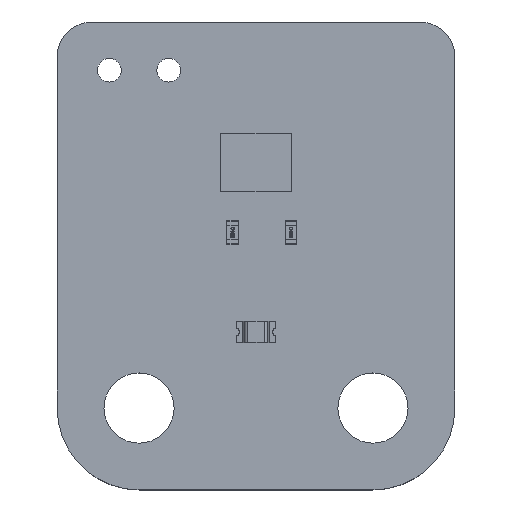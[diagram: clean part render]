
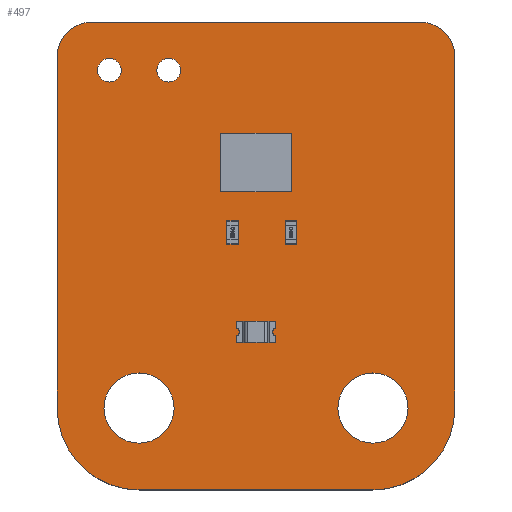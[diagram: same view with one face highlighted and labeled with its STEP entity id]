
A CAD part, top view. The second image highlights one B-rep face of the part: STEP entity #497.
In plain terms, the highlighted planar face has unit normal (0, 0, 1).
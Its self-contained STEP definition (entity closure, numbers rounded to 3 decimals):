
#88 = VERTEX_POINT('',#89);
#89 = CARTESIAN_POINT('',(0.,3.5,1.595));
#95 = EDGE_CURVE('',#88,#96,#98,.T.);
#96 = VERTEX_POINT('',#97);
#97 = CARTESIAN_POINT('',(0.,18.5,1.595));
#98 = LINE('',#99,#100);
#99 = CARTESIAN_POINT('',(0.,3.5,1.595));
#100 = VECTOR('',#101,1.);
#101 = DIRECTION('',(0.,1.,0.));
#126 = EDGE_CURVE('',#96,#127,#129,.T.);
#127 = VERTEX_POINT('',#128);
#128 = CARTESIAN_POINT('',(1.5,20.,1.595));
#129 = CIRCLE('',#130,1.499);
#130 = AXIS2_PLACEMENT_3D('',#131,#132,#133);
#131 = CARTESIAN_POINT('',(1.499,18.501,1.595));
#132 = DIRECTION('',(0.,0.,-1.));
#133 = DIRECTION('',(-1.,-0.001,-0.));
#159 = EDGE_CURVE('',#127,#160,#162,.T.);
#160 = VERTEX_POINT('',#161);
#161 = CARTESIAN_POINT('',(15.5,20.,1.595));
#162 = LINE('',#163,#164);
#163 = CARTESIAN_POINT('',(1.5,20.,1.595));
#164 = VECTOR('',#165,1.);
#165 = DIRECTION('',(1.,0.,0.));
#190 = EDGE_CURVE('',#160,#191,#193,.T.);
#191 = VERTEX_POINT('',#192);
#192 = CARTESIAN_POINT('',(17.,18.5,1.595));
#193 = CIRCLE('',#194,1.499);
#194 = AXIS2_PLACEMENT_3D('',#195,#196,#197);
#195 = CARTESIAN_POINT('',(15.501,18.501,1.595));
#196 = DIRECTION('',(0.,0.,-1.));
#197 = DIRECTION('',(-0.001,1.,0.));
#223 = EDGE_CURVE('',#191,#224,#226,.T.);
#224 = VERTEX_POINT('',#225);
#225 = CARTESIAN_POINT('',(17.,3.5,1.595));
#226 = LINE('',#227,#228);
#227 = CARTESIAN_POINT('',(17.,18.5,1.595));
#228 = VECTOR('',#229,1.);
#229 = DIRECTION('',(0.,-1.,0.));
#254 = EDGE_CURVE('',#224,#255,#257,.T.);
#255 = VERTEX_POINT('',#256);
#256 = CARTESIAN_POINT('',(13.5,0.,1.595));
#257 = CIRCLE('',#258,3.5);
#258 = AXIS2_PLACEMENT_3D('',#259,#260,#261);
#259 = CARTESIAN_POINT('',(13.5,3.5,1.595));
#260 = DIRECTION('',(0.,0.,-1.));
#261 = DIRECTION('',(1.,0.,0.));
#287 = EDGE_CURVE('',#255,#288,#290,.T.);
#288 = VERTEX_POINT('',#289);
#289 = CARTESIAN_POINT('',(3.5,0.,1.595));
#290 = LINE('',#291,#292);
#291 = CARTESIAN_POINT('',(13.5,0.,1.595));
#292 = VECTOR('',#293,1.);
#293 = DIRECTION('',(-1.,0.,0.));
#318 = EDGE_CURVE('',#288,#88,#319,.T.);
#319 = CIRCLE('',#320,3.5);
#320 = AXIS2_PLACEMENT_3D('',#321,#322,#323);
#321 = CARTESIAN_POINT('',(3.5,3.5,1.595));
#322 = DIRECTION('',(0.,0.,-1.));
#323 = DIRECTION('',(0.,-1.,0.));
#344 = VERTEX_POINT('',#345);
#345 = CARTESIAN_POINT('',(5.,3.5,1.595));
#351 = EDGE_CURVE('',#344,#344,#352,.T.);
#352 = CIRCLE('',#353,1.5);
#353 = AXIS2_PLACEMENT_3D('',#354,#355,#356);
#354 = CARTESIAN_POINT('',(3.5,3.5,1.595));
#355 = DIRECTION('',(0.,0.,1.));
#356 = DIRECTION('',(1.,0.,-0.));
#377 = VERTEX_POINT('',#378);
#378 = CARTESIAN_POINT('',(2.738,17.94,1.595));
#384 = EDGE_CURVE('',#377,#377,#385,.T.);
#385 = CIRCLE('',#386,0.508);
#386 = AXIS2_PLACEMENT_3D('',#387,#388,#389);
#387 = CARTESIAN_POINT('',(2.23,17.94,1.595));
#388 = DIRECTION('',(0.,0.,1.));
#389 = DIRECTION('',(1.,0.,-0.));
#410 = VERTEX_POINT('',#411);
#411 = CARTESIAN_POINT('',(15.,3.5,1.595));
#417 = EDGE_CURVE('',#410,#410,#418,.T.);
#418 = CIRCLE('',#419,1.5);
#419 = AXIS2_PLACEMENT_3D('',#420,#421,#422);
#420 = CARTESIAN_POINT('',(13.5,3.5,1.595));
#421 = DIRECTION('',(0.,0.,1.));
#422 = DIRECTION('',(1.,0.,-0.));
#443 = VERTEX_POINT('',#444);
#444 = CARTESIAN_POINT('',(5.278,17.94,1.595));
#450 = EDGE_CURVE('',#443,#443,#451,.T.);
#451 = CIRCLE('',#452,0.508);
#452 = AXIS2_PLACEMENT_3D('',#453,#454,#455);
#453 = CARTESIAN_POINT('',(4.77,17.94,1.595));
#454 = DIRECTION('',(0.,0.,1.));
#455 = DIRECTION('',(1.,0.,-0.));
#497 = ADVANCED_FACE('',(#498,#508,#511,#514,#517),#520,.F.);
#498 = FACE_BOUND('',#499,.F.);
#499 = EDGE_LOOP('',(#500,#501,#502,#503,#504,#505,#506,#507));
#500 = ORIENTED_EDGE('',*,*,#95,.T.);
#501 = ORIENTED_EDGE('',*,*,#126,.T.);
#502 = ORIENTED_EDGE('',*,*,#159,.T.);
#503 = ORIENTED_EDGE('',*,*,#190,.T.);
#504 = ORIENTED_EDGE('',*,*,#223,.T.);
#505 = ORIENTED_EDGE('',*,*,#254,.T.);
#506 = ORIENTED_EDGE('',*,*,#287,.T.);
#507 = ORIENTED_EDGE('',*,*,#318,.T.);
#508 = FACE_BOUND('',#509,.F.);
#509 = EDGE_LOOP('',(#510));
#510 = ORIENTED_EDGE('',*,*,#351,.T.);
#511 = FACE_BOUND('',#512,.F.);
#512 = EDGE_LOOP('',(#513));
#513 = ORIENTED_EDGE('',*,*,#384,.T.);
#514 = FACE_BOUND('',#515,.F.);
#515 = EDGE_LOOP('',(#516));
#516 = ORIENTED_EDGE('',*,*,#417,.T.);
#517 = FACE_BOUND('',#518,.F.);
#518 = EDGE_LOOP('',(#519));
#519 = ORIENTED_EDGE('',*,*,#450,.T.);
#520 = PLANE('',#521);
#521 = AXIS2_PLACEMENT_3D('',#522,#523,#524);
#522 = CARTESIAN_POINT('',(8.5,10.282,1.595));
#523 = DIRECTION('',(-0.,-0.,-1.));
#524 = DIRECTION('',(-1.,0.,0.));
